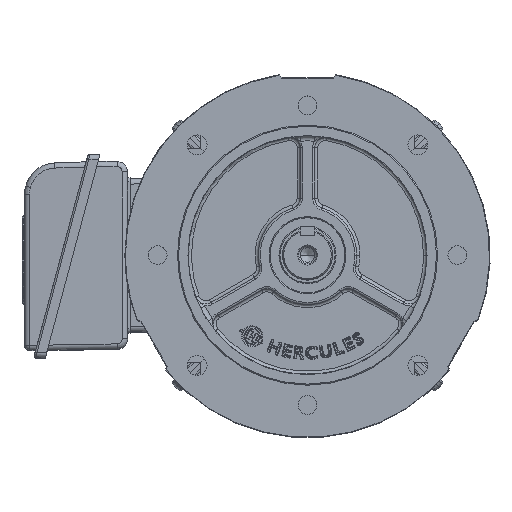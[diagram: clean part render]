
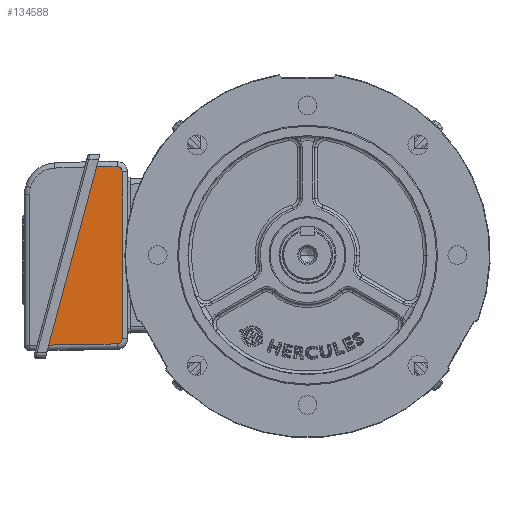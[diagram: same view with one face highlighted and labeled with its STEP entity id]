
A CAD part, top view. The second image highlights one B-rep face of the part: STEP entity #134588.
In plain terms, the highlighted face is planar.
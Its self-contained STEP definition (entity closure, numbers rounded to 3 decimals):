
#238 = EDGE_CURVE ( 'NONE', #34725, #132424, #82055, .T. ) ;
#2139 = LINE ( 'NONE', #47634, #136674 ) ;
#4126 = LINE ( 'NONE', #142003, #144819 ) ;
#6315 = ORIENTED_EDGE ( 'NONE', *, *, #130260, .T. ) ;
#6528 = VECTOR ( 'NONE', #125392, 1000. ) ;
#10490 = EDGE_CURVE ( 'NONE', #132424, #83318, #55081, .T. ) ;
#33152 = AXIS2_PLACEMENT_3D ( 'NONE', #142026, #51103, #63748 ) ;
#33985 = CARTESIAN_POINT ( 'NONE',  ( 88.719, -80.15, 7.584 ) ) ;
#34725 = VERTEX_POINT ( 'NONE', #47146 ) ;
#36473 = CARTESIAN_POINT ( 'NONE',  ( 87.889, 85.195, 12.497 ) ) ;
#37709 = DIRECTION ( 'NONE',  ( 0., 0.966, -0.259 ) ) ;
#47146 = CARTESIAN_POINT ( 'NONE',  ( 87.5, -86.355, 81.523 ) ) ;
#47634 = CARTESIAN_POINT ( 'NONE',  ( 87.994, 80.173, 7.584 ) ) ;
#49163 = EDGE_CURVE ( 'NONE', #83318, #116301, #2139, .T. ) ;
#49235 = EDGE_CURVE ( 'NONE', #116301, #105945, #137192, .T. ) ;
#49644 = FACE_OUTER_BOUND ( 'NONE', #50766, .T. ) ;
#50346 = ORIENTED_EDGE ( 'NONE', *, *, #49163, .T. ) ;
#50766 = EDGE_LOOP ( 'NONE', ( #124405, #106092, #55401, #50346, #102817, #6315 ) ) ;
#51103 = DIRECTION ( 'NONE',  ( 1., 0.005, 0.017 ) ) ;
#54634 = VECTOR ( 'NONE', #94701, 1000. ) ;
#55081 =( BOUNDED_CURVE ( )  B_SPLINE_CURVE ( 3, ( #127016, #82258, #80068, #69601 ),
 .UNSPECIFIED., .F., .T. ) 
 B_SPLINE_CURVE_WITH_KNOTS ( ( 4, 4 ),
 ( 1.85, 3.403 ),
 .UNSPECIFIED. ) 
 CURVE ( )  GEOMETRIC_REPRESENTATION_ITEM ( )  RATIONAL_B_SPLINE_CURVE ( ( 1., 0.809, 0.809, 1. ) ) 
 REPRESENTATION_ITEM ( '' )  );
#55401 = ORIENTED_EDGE ( 'NONE', *, *, #10490, .T. ) ;
#56778 = CARTESIAN_POINT ( 'NONE',  ( 87.189, 85.916, 53.818 ) ) ;
#58235 = LINE ( 'NONE', #56778, #6528 ) ;
#63748 = DIRECTION ( 'NONE',  ( 0.017, 0., -1. ) ) ;
#69601 = CARTESIAN_POINT ( 'NONE',  ( 88.719, -80.15, 7.584 ) ) ;
#71467 = CARTESIAN_POINT ( 'NONE',  ( 87.938, 85.144, 9.609 ) ) ;
#80068 = CARTESIAN_POINT ( 'NONE',  ( 88.732, -83.039, 7.584 ) ) ;
#81903 = CARTESIAN_POINT ( 'NONE',  ( 87.994, 80.196, 7.584 ) ) ;
#82055 = LINE ( 'NONE', #127561, #54634 ) ;
#82258 = CARTESIAN_POINT ( 'NONE',  ( 88.707, -85.099, 9.609 ) ) ;
#83318 = VERTEX_POINT ( 'NONE', #33985 ) ;
#84678 = CARTESIAN_POINT ( 'NONE',  ( 87.889, 85.195, 12.497 ) ) ;
#93513 = CARTESIAN_POINT ( 'NONE',  ( 88.658, -85.15, 12.497 ) ) ;
#94701 = DIRECTION ( 'NONE',  ( 0.017, 0.017, -1. ) ) ;
#96760 = CARTESIAN_POINT ( 'NONE',  ( 87.981, 83.084, 7.584 ) ) ;
#102790 = DIRECTION ( 'NONE',  ( -0.005, 1., 0. ) ) ;
#102817 = ORIENTED_EDGE ( 'NONE', *, *, #49235, .T. ) ;
#103731 = CARTESIAN_POINT ( 'NONE',  ( 87.5, 85.595, 35.449 ) ) ;
#105945 = VERTEX_POINT ( 'NONE', #84678 ) ;
#106092 = ORIENTED_EDGE ( 'NONE', *, *, #238, .T. ) ;
#107716 = PLANE ( 'NONE',  #33152 ) ;
#116301 = VERTEX_POINT ( 'NONE', #123343 ) ;
#117785 = VERTEX_POINT ( 'NONE', #103731 ) ;
#123343 = CARTESIAN_POINT ( 'NONE',  ( 87.994, 80.196, 7.584 ) ) ;
#124405 = ORIENTED_EDGE ( 'NONE', *, *, #133600, .F. ) ;
#125392 = DIRECTION ( 'NONE',  ( -0.017, 0.017, 1. ) ) ;
#127016 = CARTESIAN_POINT ( 'NONE',  ( 88.658, -85.15, 12.497 ) ) ;
#127561 = CARTESIAN_POINT ( 'NONE',  ( 88.66, -85.148, 12.413 ) ) ;
#130260 = EDGE_CURVE ( 'NONE', #105945, #117785, #58235, .T. ) ;
#132424 = VERTEX_POINT ( 'NONE', #93513 ) ;
#133600 = EDGE_CURVE ( 'NONE', #34725, #117785, #4126, .T. ) ;
#134588 = ADVANCED_FACE ( 'NONE', ( #49644 ), #107716, .T. ) ;
#136674 = VECTOR ( 'NONE', #102790, 1000. ) ;
#137192 =( BOUNDED_CURVE ( )  B_SPLINE_CURVE ( 3, ( #81903, #96760, #71467, #36473 ),
 .UNSPECIFIED., .F., .T. ) 
 B_SPLINE_CURVE_WITH_KNOTS ( ( 4, 4 ),
 ( 3.403, 4.957 ),
 .UNSPECIFIED. ) 
 CURVE ( )  GEOMETRIC_REPRESENTATION_ITEM ( )  RATIONAL_B_SPLINE_CURVE ( ( 1., 0.809, 0.809, 1. ) ) 
 REPRESENTATION_ITEM ( '' )  );
#142003 = CARTESIAN_POINT ( 'NONE',  ( 87.5, 12.221, 55.11 ) ) ;
#142026 = CARTESIAN_POINT ( 'NONE',  ( 87.5, 12.221, 55.11 ) ) ;
#144819 = VECTOR ( 'NONE', #37709, 1000. ) ;
